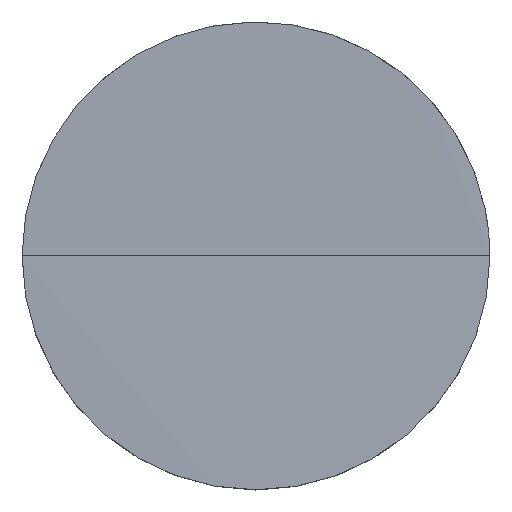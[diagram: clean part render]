
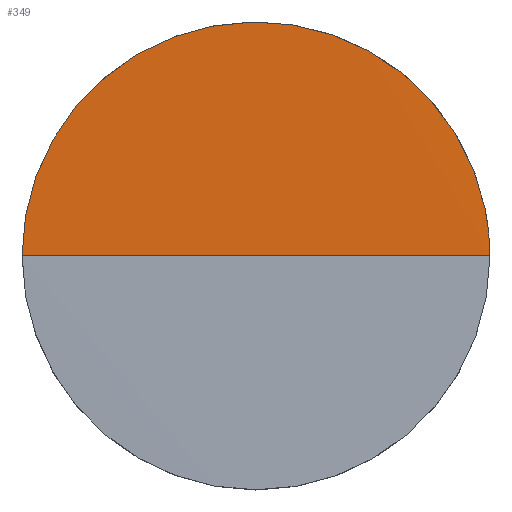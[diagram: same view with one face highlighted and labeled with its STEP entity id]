
A CAD part, top view. The second image highlights one B-rep face of the part: STEP entity #349.
In plain terms, the highlighted cylindrical face has radius 800 mm (diameter 1600 mm), a partial arc.
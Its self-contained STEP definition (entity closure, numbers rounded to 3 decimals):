
#275 = ORIENTED_EDGE ( 'NONE', *, *, #329, .T. ) ;
#277 = ORIENTED_EDGE ( 'NONE', *, *, #330, .F. ) ;
#328 = EDGE_LOOP ( 'NONE', ( #277, #275 ) ) ;
#329 = EDGE_CURVE ( 'NONE', #347, #348, #2379, .T. ) ;
#330 = EDGE_CURVE ( 'NONE', #347, #348, #2407, .T. ) ;
#347 = VERTEX_POINT ( 'NONE', #2393 ) ;
#348 = VERTEX_POINT ( 'NONE', #2383 ) ;
#349 = ADVANCED_FACE ( 'NONE', ( #2382 ), #2406, .F. ) ;
#2250 = CARTESIAN_POINT ( 'NONE',  ( 6.356, 11.003, 2.076 ) ) ;
#2251 = CARTESIAN_POINT ( 'NONE',  ( 5.62, 11.397, 2.081 ) ) ;
#2252 = CARTESIAN_POINT ( 'NONE',  ( 5.239, 11.576, 2.084 ) ) ;
#2253 = CARTESIAN_POINT ( 'NONE',  ( 4.086, 12.054, 2.091 ) ) ;
#2254 = CARTESIAN_POINT ( 'NONE',  ( 3.294, 12.293, 2.094 ) ) ;
#2255 = CARTESIAN_POINT ( 'NONE',  ( 2.072, 12.537, 2.098 ) ) ;
#2256 = CARTESIAN_POINT ( 'NONE',  ( 1.658, 12.598, 2.099 ) ) ;
#2257 = CARTESIAN_POINT ( 'NONE',  ( 0.825, 12.68, 2.1 ) ) ;
#2258 = CARTESIAN_POINT ( 'NONE',  ( 0.41, 12.7, 2.101 ) ) ;
#2259 = CARTESIAN_POINT ( 'NONE',  ( -0.833, 12.7, 2.101 ) ) ;
#2343 = CARTESIAN_POINT ( 'NONE',  ( -8.393, 9.568, 2.057 ) ) ;
#2344 = CARTESIAN_POINT ( 'NONE',  ( -9.272, 8.689, 2.047 ) ) ;
#2345 = CARTESIAN_POINT ( 'NONE',  ( -9.551, 8.381, 2.044 ) ) ;
#2346 = CARTESIAN_POINT ( 'NONE',  ( -10.082, 7.734, 2.037 ) ) ;
#2347 = CARTESIAN_POINT ( 'NONE',  ( -10.332, 7.397, 2.034 ) ) ;
#2348 = CARTESIAN_POINT ( 'NONE',  ( -11.023, 6.362, 2.025 ) ) ;
#2349 = CARTESIAN_POINT ( 'NONE',  ( -11.413, 5.632, 2.019 ) ) ;
#2350 = CARTESIAN_POINT ( 'NONE',  ( -11.891, 4.479, 2.012 ) ) ;
#2359 = CARTESIAN_POINT ( 'NONE',  ( -12.033, 4.082, 2.01 ) ) ;
#2360 = CARTESIAN_POINT ( 'NONE',  ( -12.275, 3.284, 2.007 ) ) ;
#2361 = CARTESIAN_POINT ( 'NONE',  ( -12.376, 2.882, 2.005 ) ) ;
#2362 = CARTESIAN_POINT ( 'NONE',  ( -12.618, 1.664, 2.001 ) ) ;
#2363 = CARTESIAN_POINT ( 'NONE',  ( -12.7, 0.839, 2. ) ) ;
#2364 = CARTESIAN_POINT ( 'NONE',  ( -12.7, 0., 2. ) ) ;
#2376 = DIRECTION ( 'NONE',  ( 1., 0., 0. ) ) ;
#2377 = VECTOR ( 'NONE', #2376, 1000. ) ;
#2378 = CARTESIAN_POINT ( 'NONE',  ( -12.7, 0., 2. ) ) ;
#2379 = LINE ( 'NONE', #2378, #2377 ) ;
#2381 = CARTESIAN_POINT ( 'NONE',  ( -12.7, 0., 802. ) ) ;
#2382 = FACE_OUTER_BOUND ( 'NONE', #328, .T. ) ;
#2383 = CARTESIAN_POINT ( 'NONE',  ( 12.7, 0., 2. ) ) ;
#2384 = DIRECTION ( 'NONE',  ( 1., 0., 0. ) ) ;
#2390 = AXIS2_PLACEMENT_3D ( 'NONE', #2381, #2384, #2395 ) ;
#2393 = CARTESIAN_POINT ( 'NONE',  ( -12.7, 0., 2. ) ) ;
#2395 = DIRECTION ( 'NONE',  ( 0., 0., -1. ) ) ;
#2397 = CARTESIAN_POINT ( 'NONE',  ( -1.657, 12.619, 2.1 ) ) ;
#2398 = CARTESIAN_POINT ( 'NONE',  ( -2.887, 12.375, 2.096 ) ) ;
#2399 = CARTESIAN_POINT ( 'NONE',  ( -3.294, 12.272, 2.094 ) ) ;
#2400 = CARTESIAN_POINT ( 'NONE',  ( -4.089, 12.031, 2.09 ) ) ;
#2401 = CARTESIAN_POINT ( 'NONE',  ( -4.869, 11.751, 2.086 ) ) ;
#2402 = CARTESIAN_POINT ( 'NONE',  ( -5.618, 11.398, 2.081 ) ) ;
#2403 = CARTESIAN_POINT ( 'NONE',  ( -6.351, 11.006, 2.076 ) ) ;
#2404 = CARTESIAN_POINT ( 'NONE',  ( -6.712, 10.79, 2.073 ) ) ;
#2405 = CARTESIAN_POINT ( 'NONE',  ( -7.753, 10.093, 2.064 ) ) ;
#2406 = CYLINDRICAL_SURFACE ( 'NONE', #2390, 800. ) ;
#2407 = B_SPLINE_CURVE_WITH_KNOTS ( 'NONE', 3,
 ( #2364, #2363, #2362, #2361, #2360, #2359, #2350, #2349, #2348, #2347, #2346, #2345, #2344, #2343, #2405, #2404, #2403, #2402, #2401, #2400, #2399, #2398, #2397, #2259, #2258, #2257, #2256, #2255, #2254, #2253, #2252, #2251, #2250, #2417, #2416, #2415, #2414, #2413, #2412, #2411, #2410, #2409, #2408, #2488, #2487, #2486, #2485, #2484, #2483 ),
 .UNSPECIFIED., .F., .F.,
 ( 4, 2, 2, 2, 2, 2, 2, 2, 2, 1, 2, 2, 2, 2, 2, 2, 2, 2, 2, 2, 2, 2, 2, 2, 4 ),
 ( 0., 0.002, 0.004, 0.005, 0.007, 0.009, 0.01, 0.012, 0.014, 0.015, 0.016, 0.017, 0.02, 0.021, 0.022, 0.025, 0.026, 0.027, 0.03, 0.032, 0.034, 0.035, 0.037, 0.038, 0.04 ),
 .UNSPECIFIED. ) ;
#2408 = CARTESIAN_POINT ( 'NONE',  ( 12.052, 4.09, 2.01 ) ) ;
#2409 = CARTESIAN_POINT ( 'NONE',  ( 11.574, 5.244, 2.017 ) ) ;
#2410 = CARTESIAN_POINT ( 'NONE',  ( 11.394, 5.625, 2.02 ) ) ;
#2411 = CARTESIAN_POINT ( 'NONE',  ( 11.001, 6.36, 2.025 ) ) ;
#2412 = CARTESIAN_POINT ( 'NONE',  ( 10.787, 6.715, 2.028 ) ) ;
#2413 = CARTESIAN_POINT ( 'NONE',  ( 10.098, 7.747, 2.037 ) ) ;
#2414 = CARTESIAN_POINT ( 'NONE',  ( 9.571, 8.39, 2.044 ) ) ;
#2415 = CARTESIAN_POINT ( 'NONE',  ( 8.385, 9.575, 2.057 ) ) ;
#2416 = CARTESIAN_POINT ( 'NONE',  ( 7.744, 10.1, 2.064 ) ) ;
#2417 = CARTESIAN_POINT ( 'NONE',  ( 6.711, 10.79, 2.073 ) ) ;
#2483 = CARTESIAN_POINT ( 'NONE',  ( 12.7, 0., 2. ) ) ;
#2484 = CARTESIAN_POINT ( 'NONE',  ( 12.7, 0.414, 2. ) ) ;
#2485 = CARTESIAN_POINT ( 'NONE',  ( 12.68, 0.83, 2. ) ) ;
#2486 = CARTESIAN_POINT ( 'NONE',  ( 12.597, 1.664, 2.002 ) ) ;
#2487 = CARTESIAN_POINT ( 'NONE',  ( 12.536, 2.077, 2.003 ) ) ;
#2488 = CARTESIAN_POINT ( 'NONE',  ( 12.292, 3.298, 2.006 ) ) ;
